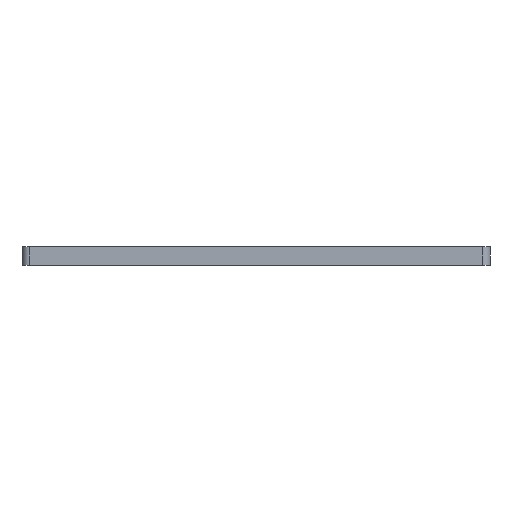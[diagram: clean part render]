
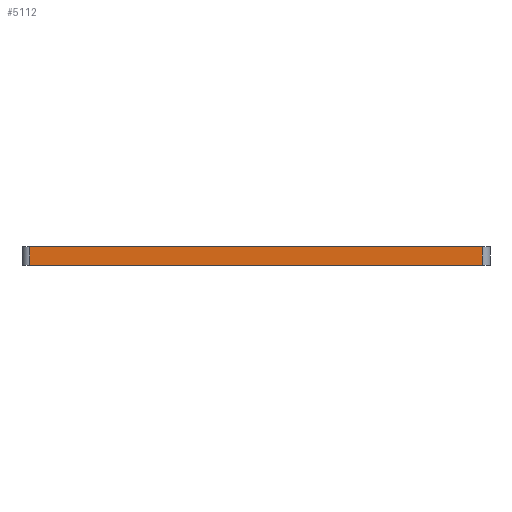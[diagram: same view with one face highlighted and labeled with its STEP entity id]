
A CAD part, front view. The second image highlights one B-rep face of the part: STEP entity #5112.
In plain terms, the highlighted planar face has unit normal (0, -1, 0).
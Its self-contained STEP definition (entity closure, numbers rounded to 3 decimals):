
#165=CARTESIAN_POINT('',(-8.175,-9.425,9.));
#166=VERTEX_POINT('',#165);
#174=CARTESIAN_POINT('',(65.175,-9.425,9.));
#175=VERTEX_POINT('',#174);
#176=CARTESIAN_POINT('',(65.175,-9.425,9.));
#177=DIRECTION('',(-1.,0.,0.));
#178=VECTOR('',#177,73.35);
#179=LINE('',#176,#178);
#180=EDGE_CURVE('',#175,#166,#179,.T.);
#2880=CARTESIAN_POINT('',(65.175,-9.425,6.));
#2881=VERTEX_POINT('',#2880);
#2889=CARTESIAN_POINT('',(-8.175,-9.425,6.));
#2890=VERTEX_POINT('',#2889);
#2891=CARTESIAN_POINT('',(65.175,-9.425,6.));
#2892=DIRECTION('',(-1.,0.,0.));
#2893=VECTOR('',#2892,73.35);
#2894=LINE('',#2891,#2893);
#2895=EDGE_CURVE('',#2881,#2890,#2894,.T.);
#5091=CARTESIAN_POINT('',(19.,-9.425,9.));
#5092=DIRECTION('',(0.,-1.,0.));
#5093=DIRECTION('',(0.,0.,-1.));
#5094=AXIS2_PLACEMENT_3D('',#5091,#5092,#5093);
#5095=PLANE('',#5094);
#5096=ORIENTED_EDGE('',*,*,#180,.T.);
#5097=CARTESIAN_POINT('',(-8.175,-9.425,9.));
#5098=DIRECTION('',(-0.,-0.,-1.));
#5099=VECTOR('',#5098,3.);
#5100=LINE('',#5097,#5099);
#5101=EDGE_CURVE('',#166,#2890,#5100,.T.);
#5102=ORIENTED_EDGE('',*,*,#5101,.T.);
#5103=ORIENTED_EDGE('',*,*,#2895,.F.);
#5104=CARTESIAN_POINT('',(65.175,-9.425,6.));
#5105=DIRECTION('',(0.,0.,1.));
#5106=VECTOR('',#5105,3.);
#5107=LINE('',#5104,#5106);
#5108=EDGE_CURVE('',#2881,#175,#5107,.T.);
#5109=ORIENTED_EDGE('',*,*,#5108,.T.);
#5110=EDGE_LOOP('',(#5096,#5102,#5103,#5109));
#5111=FACE_BOUND('',#5110,.T.);
#5112=ADVANCED_FACE('',(#5111),#5095,.T.);
